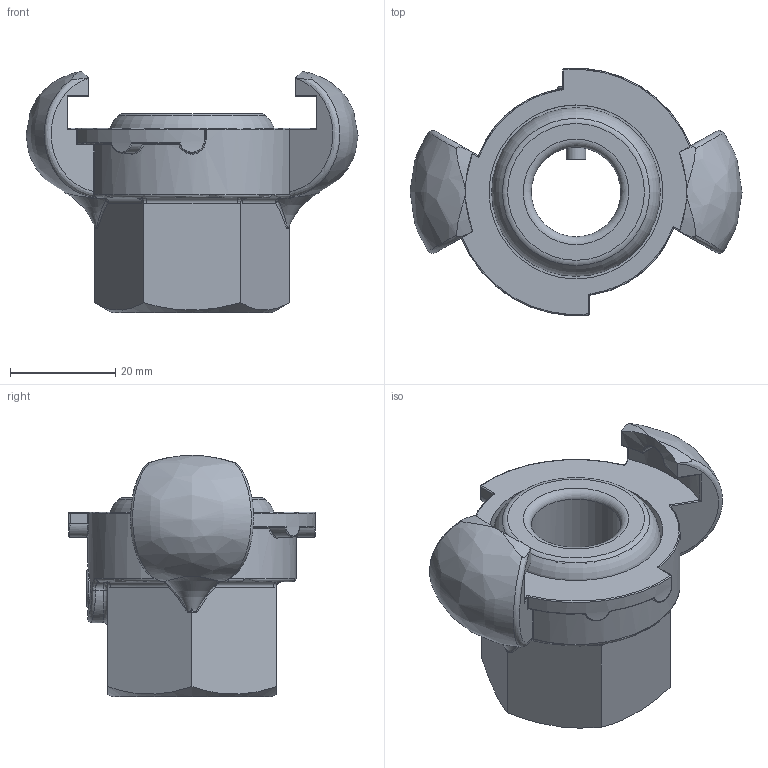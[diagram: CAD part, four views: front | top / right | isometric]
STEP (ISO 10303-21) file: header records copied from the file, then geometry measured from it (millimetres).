
FILE_DESCRIPTION(/* description */ ('KLAUEN-KUPPLUNG'),/* implementation_level */ '2;1');
FILE_NAME(/* name */ 'kim_34.stp',/* time_stamp */ '2020-04-07T11:30:10+02:00',/* author */ ('meier'),/* organization */ (''),/* preprocessor_version */ 'ST-DEVELOPER v17',/* originating_system */ 'Autodesk Inventor 2018',/* authorisation */ '27353,14 mm^3');
FILE_SCHEMA (('AUTOMOTIVE_DESIGN { 1 0 10303 214 3 1 1 }'));
Length unit declared in the file: millimetre
Products named in the file (5): 20050330G0000000-00; KIM 34-F; SCHRAUBE 21; 20050330B0000000-00; 20050330B0000013-00
Assembly tree (4 placements, depth 2):
  20050330G0000000-00
    KIM 34-F
    SCHRAUBE 21
    20050330B0000000-00
    20050330B0000013-00
Bounding box: 62.99 x 46.92 x 45.74 mm (x, y, z)
Volume: 27844 mm3; surface area: 17910.8 mm2
Topology: 4 solids, 4 shells, 261 faces, 693 edges, 434 vertices
Faces by surface type: cylinder 85, bspline 58, plane 56, torus 39, sphere 13, cone 10
Full cylindrical faces by diameter (mm): 3.7 x1, 4 x1, 4.134 x1, 4.456 x1, 8.5 x1, 17 x1, 18.5 x1, 20.5 x1, 23 x1, 24.117 x1, 28 x1, 33 x1
Entity records: 12506 total; most frequent: CARTESIAN_POINT 6134, ORIENTED_EDGE 1364, DIRECTION 1123, EDGE_CURVE 682, AXIS2_PLACEMENT_3D 476, VERTEX_POINT 434, EDGE_LOOP 276, FACE_OUTER_BOUND 261
